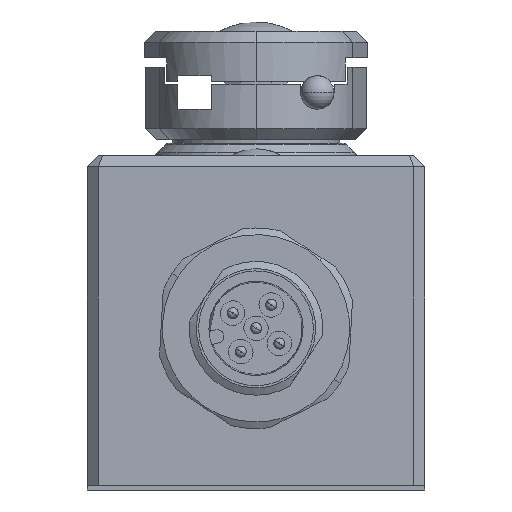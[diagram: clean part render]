
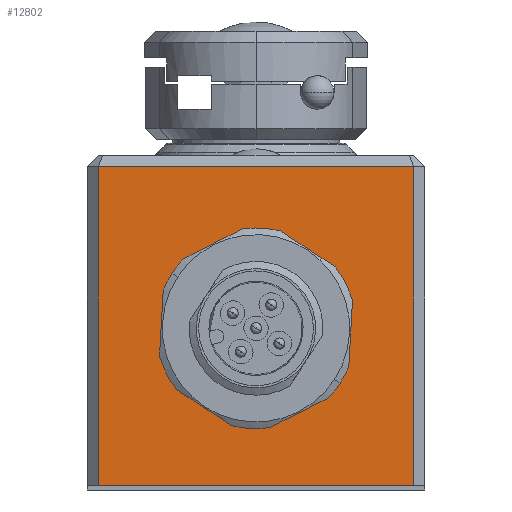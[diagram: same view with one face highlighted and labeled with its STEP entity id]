
A CAD part, front view. The second image highlights one B-rep face of the part: STEP entity #12802.
In plain terms, the highlighted planar face has unit normal (0, -1, 0).
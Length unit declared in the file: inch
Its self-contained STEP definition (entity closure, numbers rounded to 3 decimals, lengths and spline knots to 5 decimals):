
#410 = LINE ( 'NONE', #18521, #12765 ) ;
#447 = VERTEX_POINT ( 'NONE', #5130 ) ;
#1060 = CARTESIAN_POINT ( 'NONE',  ( 0.31496, -2.1063, 0.57087 ) ) ;
#1232 = CARTESIAN_POINT ( 'NONE',  ( -0.55709, -2.1063, 0.01575 ) ) ;
#1391 = AXIS2_PLACEMENT_3D ( 'NONE', #9531, #12550, #2270 ) ;
#1819 = CARTESIAN_POINT ( 'NONE',  ( -0.55709, -2.1063, 1.14173 ) ) ;
#2269 = DIRECTION ( 'NONE',  ( 1., 0., 0. ) ) ;
#2270 = DIRECTION ( 'NONE',  ( 1., 0., 0. ) ) ;
#2622 = EDGE_CURVE ( 'NONE', #11561, #447, #8808, .T. ) ;
#2730 = PLANE ( 'NONE',  #3734 ) ;
#3398 = EDGE_CURVE ( 'NONE', #9337, #7452, #16812, .T. ) ;
#3734 = AXIS2_PLACEMENT_3D ( 'NONE', #11330, #15670, #4215 ) ;
#3922 = FACE_BOUND ( 'NONE', #6763, .T. ) ;
#4215 = DIRECTION ( 'NONE',  ( 0., 0., -1. ) ) ;
#4788 = CIRCLE ( 'NONE', #11216, 0.31496 ) ;
#5130 = CARTESIAN_POINT ( 'NONE',  ( 0.55709, -2.1063, 1.14173 ) ) ;
#5331 = DIRECTION ( 'NONE',  ( 0., 1., 0. ) ) ;
#6154 = DIRECTION ( 'NONE',  ( 1., 0., 0. ) ) ;
#6537 = EDGE_CURVE ( 'NONE', #12342, #15039, #17716, .T. ) ;
#6763 = EDGE_LOOP ( 'NONE', ( #9860, #12927 ) ) ;
#7050 = CARTESIAN_POINT ( 'NONE',  ( -0.31496, -2.1063, 0.57087 ) ) ;
#7222 = EDGE_CURVE ( 'NONE', #15039, #447, #9142, .T. ) ;
#7452 = VERTEX_POINT ( 'NONE', #1060 ) ;
#8790 = EDGE_CURVE ( 'NONE', #12342, #11561, #410, .T. ) ;
#8808 = LINE ( 'NONE', #11803, #10639 ) ;
#9142 = LINE ( 'NONE', #11044, #13978 ) ;
#9337 = VERTEX_POINT ( 'NONE', #7050 ) ;
#9531 = CARTESIAN_POINT ( 'NONE',  ( 0., -2.1063, 0.57087 ) ) ;
#9860 = ORIENTED_EDGE ( 'NONE', *, *, #18193, .T. ) ;
#9914 = ORIENTED_EDGE ( 'NONE', *, *, #2622, .F. ) ;
#10078 = ORIENTED_EDGE ( 'NONE', *, *, #6537, .T. ) ;
#10279 = ORIENTED_EDGE ( 'NONE', *, *, #7222, .T. ) ;
#10515 = ORIENTED_EDGE ( 'NONE', *, *, #8790, .F. ) ;
#10639 = VECTOR ( 'NONE', #6154, 39.37008 ) ;
#11044 = CARTESIAN_POINT ( 'NONE',  ( 0.55709, -2.1063, 0.01575 ) ) ;
#11216 = AXIS2_PLACEMENT_3D ( 'NONE', #12602, #5331, #2269 ) ;
#11252 = VECTOR ( 'NONE', #12939, 39.37008 ) ;
#11330 = CARTESIAN_POINT ( 'NONE',  ( 0.55709, -2.1063, 0. ) ) ;
#11509 = CARTESIAN_POINT ( 'NONE',  ( -0.55709, -2.1063, 0.01575 ) ) ;
#11561 = VERTEX_POINT ( 'NONE', #1819 ) ;
#11803 = CARTESIAN_POINT ( 'NONE',  ( -0.55709, -2.1063, 1.14173 ) ) ;
#12342 = VERTEX_POINT ( 'NONE', #11509 ) ;
#12550 = DIRECTION ( 'NONE',  ( 0., 1., 0. ) ) ;
#12568 = DIRECTION ( 'NONE',  ( 0., 0., 1. ) ) ;
#12602 = CARTESIAN_POINT ( 'NONE',  ( 0., -2.1063, 0.57087 ) ) ;
#12647 = DIRECTION ( 'NONE',  ( 0., 0., 1. ) ) ;
#12765 = VECTOR ( 'NONE', #12568, 39.37008 ) ;
#12802 = ADVANCED_FACE ( 'NONE', ( #3922, #17872 ), #2730, .T. ) ;
#12927 = ORIENTED_EDGE ( 'NONE', *, *, #3398, .T. ) ;
#12939 = DIRECTION ( 'NONE',  ( 1., 0., 0. ) ) ;
#13978 = VECTOR ( 'NONE', #12647, 39.37008 ) ;
#14168 = CARTESIAN_POINT ( 'NONE',  ( 0.55709, -2.1063, 0.01575 ) ) ;
#15039 = VERTEX_POINT ( 'NONE', #14168 ) ;
#15670 = DIRECTION ( 'NONE',  ( 0., -1., 0. ) ) ;
#16812 = CIRCLE ( 'NONE', #1391, 0.31496 ) ;
#17716 = LINE ( 'NONE', #1232, #11252 ) ;
#17872 = FACE_OUTER_BOUND ( 'NONE', #18808, .T. ) ;
#18193 = EDGE_CURVE ( 'NONE', #7452, #9337, #4788, .T. ) ;
#18521 = CARTESIAN_POINT ( 'NONE',  ( -0.55709, -2.1063, 0.01575 ) ) ;
#18808 = EDGE_LOOP ( 'NONE', ( #10078, #10279, #9914, #10515 ) ) ;
